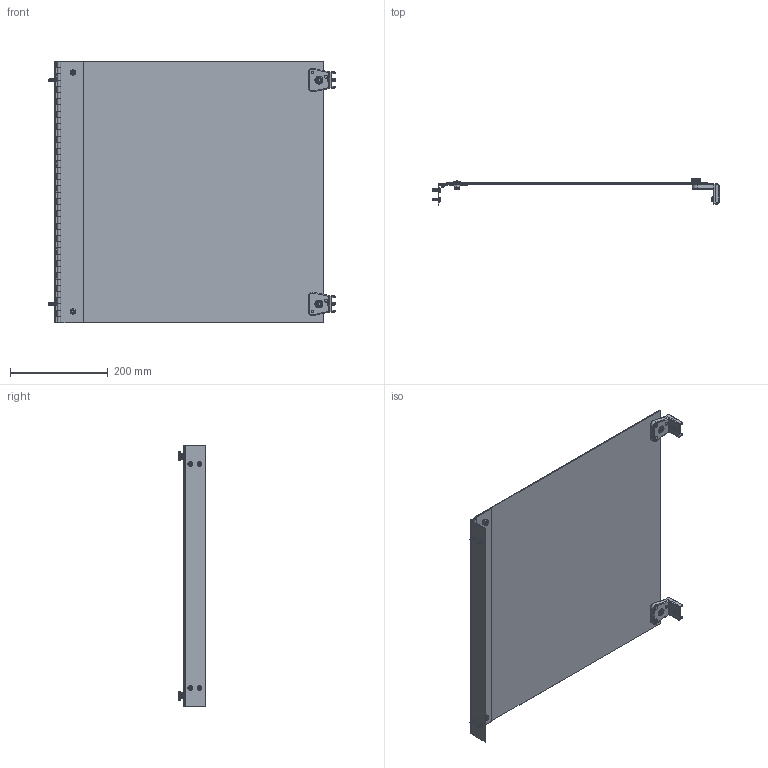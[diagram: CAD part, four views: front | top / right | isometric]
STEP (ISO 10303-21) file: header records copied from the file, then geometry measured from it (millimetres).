
FILE_DESCRIPTION (( 'STEP AP214' ), '1' );
FILE_NAME ('SBP-2424GSOPK-P10.STEP', '2018-10-05T16:36:32', ( '' ), ( '' ), 'SwSTEP 2.0', 'SolidWorks 2017', '' );
FILE_SCHEMA (( 'AUTOMOTIVE_DESIGN' ));
Length unit declared in the file: inch
Products named in the file (1): SBP-2424GSOPK-P10
Bounding box: 586.17 x 54.23 x 533.4 mm (x, y, z)
Volume: 683518.8 mm3; surface area: 728607.7 mm2
Topology: 27 solids, 33 shells, 3050 faces, 8638 edges, 5660 vertices
Faces by surface type: plane 1870, cylinder 630, bspline 264, cone 136, sphere 78, torus 72
Full cylindrical faces by diameter (mm): 3.175 x42, 5.156 x4, 5.22 x2, 5.387 x8, 6.127 x2, 6.35 x16, 6.843 x2, 7.874 x2, 7.925 x6, 7.937 x2, 8.89 x4, 9.525 x10, 11.252 x4, 11.509 x2, 12.497 x4, 12.878 x2
Entity records: 189830 total; most frequent: CARTESIAN_POINT 75917, ORIENTED_EDGE 16540, DIRECTION 13348, EDGE_CURVE 8270, VERTEX_POINT 5578, VECTOR 5266, LINE 5266, AXIS2_PLACEMENT_3D 4041
